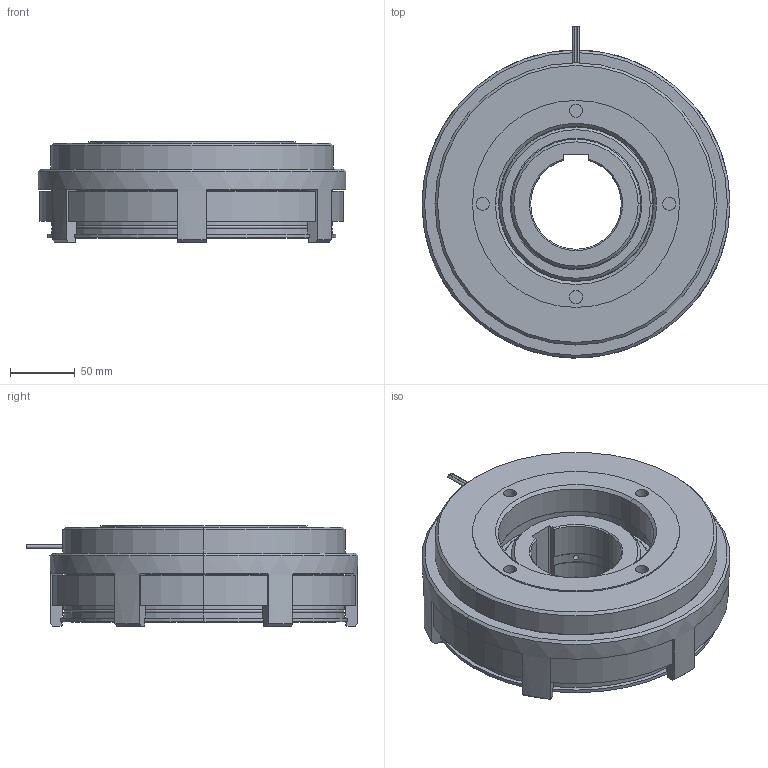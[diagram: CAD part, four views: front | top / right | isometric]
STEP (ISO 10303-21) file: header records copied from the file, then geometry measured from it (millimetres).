
FILE_DESCRIPTION (( 'STEP AP203' ), '1' );
FILE_NAME ('MWB 80_23125500.STEP', '2016-06-28T02:51:23', ( ' ' ), ( '' ), 'SwSTEP 2.0', 'SolidWorks 2009', '' );
FILE_SCHEMA (( 'CONFIG_CONTROL_DESIGN' ));
Length unit declared in the file: millimetre
Products named in the file (1): MWB 80_23125500
Bounding box: 238 x 256.5 x 77.5 mm (x, y, z)
Volume: 2436160.8 mm3; surface area: 220699.1 mm2
Topology: 1 solids, 2 shells, 258 faces, 696 edges, 428 vertices
Faces by surface type: cylinder 114, plane 92, cone 42, torus 10
Entity records: 8853 total; most frequent: CARTESIAN_POINT 2197, DIRECTION 1394, ORIENTED_EDGE 1392, EDGE_CURVE 696, AXIS2_PLACEMENT_3D 511, VERTEX_POINT 428, VECTOR 372, LINE 372
